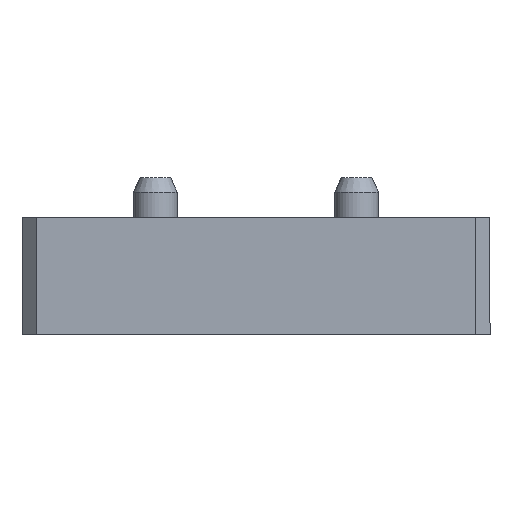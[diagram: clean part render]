
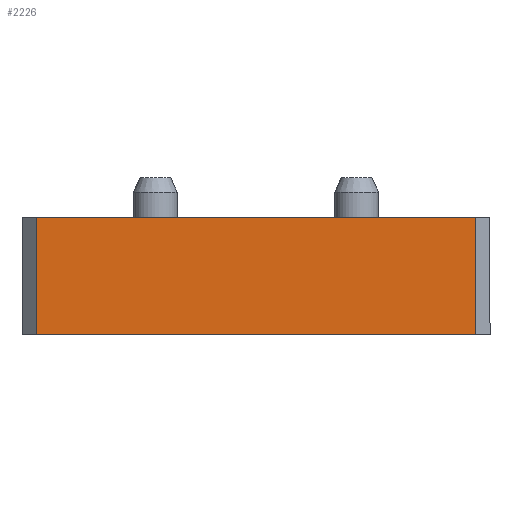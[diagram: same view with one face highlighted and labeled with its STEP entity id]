
A CAD part, front view. The second image highlights one B-rep face of the part: STEP entity #2226.
In plain terms, the highlighted planar face has unit normal (0, -1, 0).
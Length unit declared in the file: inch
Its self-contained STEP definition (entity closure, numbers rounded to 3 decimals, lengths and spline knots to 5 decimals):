
#19 = EDGE_CURVE ( 'NONE', #1276, #2039, #773, .T. ) ;
#27 = EDGE_CURVE ( 'NONE', #1274, #1276, #786, .T. ) ;
#109 = AXIS2_PLACEMENT_3D ( 'NONE', #487, #518, #454 ) ;
#388 = EDGE_CURVE ( 'NONE', #1280, #2039, #625, .T. ) ;
#401 = EDGE_CURVE ( 'NONE', #1280, #1274, #637, .T. ) ;
#454 = DIRECTION ( 'NONE',  ( 0., 0., -1. ) ) ;
#483 = PLANE ( 'NONE',  #109 ) ;
#487 = CARTESIAN_POINT ( 'NONE',  ( 1., -10.5, -0.25 ) ) ;
#518 = DIRECTION ( 'NONE',  ( 0., -1., 0. ) ) ;
#625 = LINE ( 'NONE', #895, #626 ) ;
#626 = VECTOR ( 'NONE', #1051, 39.37008 ) ;
#637 = LINE ( 'NONE', #1952, #645 ) ;
#645 = VECTOR ( 'NONE', #1922, 39.37008 ) ;
#773 = LINE ( 'NONE', #955, #777 ) ;
#777 = VECTOR ( 'NONE', #866, 39.37008 ) ;
#786 = LINE ( 'NONE', #1095, #789 ) ;
#789 = VECTOR ( 'NONE', #856, 39.37008 ) ;
#856 = DIRECTION ( 'NONE',  ( 1., 0., 0. ) ) ;
#866 = DIRECTION ( 'NONE',  ( 0., 0., 1. ) ) ;
#895 = CARTESIAN_POINT ( 'NONE',  ( 1., -10.5, 0.25 ) ) ;
#955 = CARTESIAN_POINT ( 'NONE',  ( 0.94, -10.5, -0.25 ) ) ;
#1051 = DIRECTION ( 'NONE',  ( 1., 0., 0. ) ) ;
#1095 = CARTESIAN_POINT ( 'NONE',  ( 1., -10.5, -0.25 ) ) ;
#1148 = EDGE_LOOP ( 'NONE', ( #1464, #1470, #1421, #1419 ) ) ;
#1202 = FACE_OUTER_BOUND ( 'NONE', #1148, .T. ) ;
#1274 = VERTEX_POINT ( 'NONE', #1969 ) ;
#1276 = VERTEX_POINT ( 'NONE', #1940 ) ;
#1280 = VERTEX_POINT ( 'NONE', #1973 ) ;
#1419 = ORIENTED_EDGE ( 'NONE', *, *, #19, .T. ) ;
#1421 = ORIENTED_EDGE ( 'NONE', *, *, #27, .T. ) ;
#1464 = ORIENTED_EDGE ( 'NONE', *, *, #388, .F. ) ;
#1470 = ORIENTED_EDGE ( 'NONE', *, *, #401, .T. ) ;
#1661 = CARTESIAN_POINT ( 'NONE',  ( 0.94, -10.5, 0.25 ) ) ;
#1922 = DIRECTION ( 'NONE',  ( 0., 0., -1. ) ) ;
#1940 = CARTESIAN_POINT ( 'NONE',  ( 0.94, -10.5, -0.25 ) ) ;
#1952 = CARTESIAN_POINT ( 'NONE',  ( -0.94, -10.5, -0.25 ) ) ;
#1969 = CARTESIAN_POINT ( 'NONE',  ( -0.94, -10.5, -0.25 ) ) ;
#1973 = CARTESIAN_POINT ( 'NONE',  ( -0.94, -10.5, 0.25 ) ) ;
#2039 = VERTEX_POINT ( 'NONE', #1661 ) ;
#2226 = ADVANCED_FACE ( 'NONE', ( #1202 ), #483, .T. ) ;
